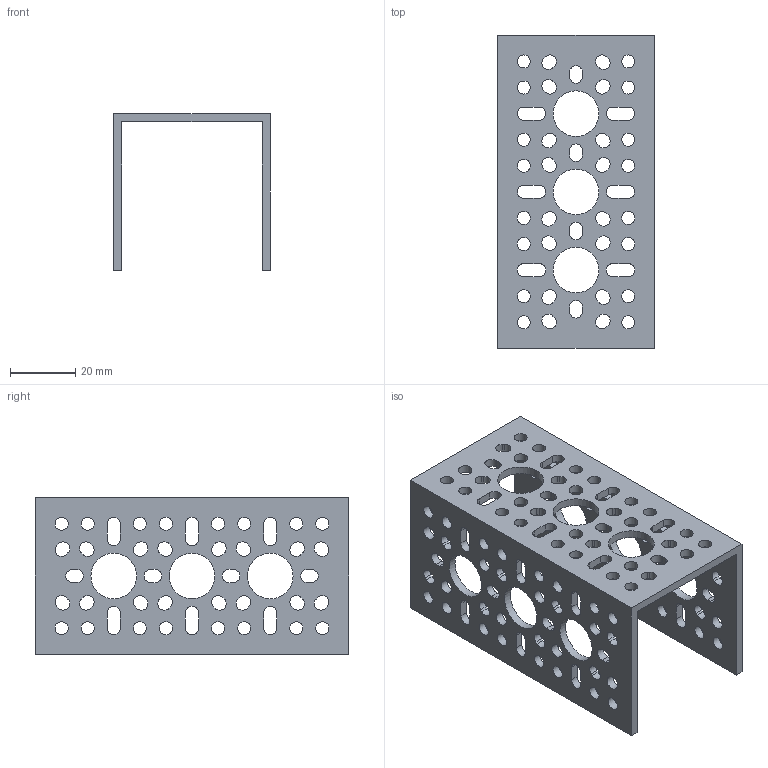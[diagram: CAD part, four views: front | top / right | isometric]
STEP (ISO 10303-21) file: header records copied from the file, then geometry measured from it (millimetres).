
FILE_DESCRIPTION(/* description */ ('STEP AP203','CAx-IF Rec.Pracs.---Representation and Presentation of Product Manufacturing Information (PMI)---4.0---2014-10-13'),/* implementation_level */ '2;1');
FILE_NAME(/* name */ '3-hole U-channel v1.step',/* time_stamp */ '2025-03-13T00:41:06-04:00',/* author */ (''),/* organization */ (''),/* preprocessor_version */ 'ST-DEVELOPER v20',/* originating_system */ 'Autodesk Translation Framework v13.20.0.188',/* authorisation */ '');
FILE_SCHEMA (('AP242_MANAGED_MODEL_BASED_3D_ENGINEERING_MIM_LF { 1 0 10303 442 1 1 4 }'));
Length unit declared in the file: millimetre
Products named in the file (1): 1100-0003-0096 rev1
Bounding box: 48 x 96 x 48 mm (x, y, z)
Volume: 24600.3 mm3; surface area: 26472.1 mm2
Topology: 1 solids, 1 shells, 379 faces, 1131 edges, 754 vertices
Faces by surface type: cylinder 213, plane 166
Full cylindrical faces by diameter (mm): 4 x48, 14 x9
Entity records: 13464 total; most frequent: DIRECTION 2317, CARTESIAN_POINT 2265, ORIENTED_EDGE 2262, EDGE_CURVE 1131, AXIS2_PLACEMENT_3D 806, VERTEX_POINT 754, LINE 705, VECTOR 705
